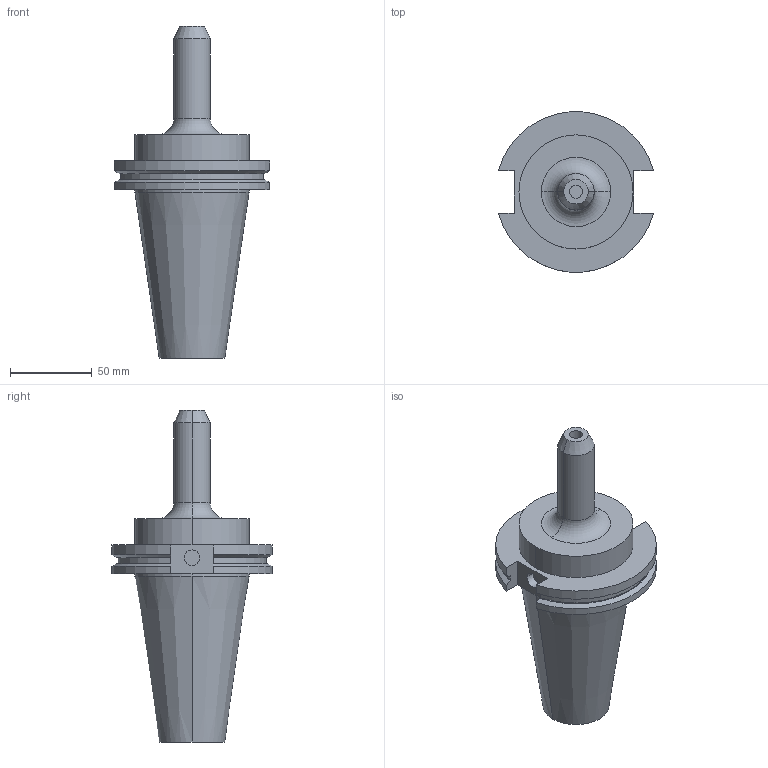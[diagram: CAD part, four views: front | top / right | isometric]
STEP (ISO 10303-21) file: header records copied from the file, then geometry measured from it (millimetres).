
FILE_DESCRIPTION (( 'STEP AP203' ), '1' );
FILE_NAME ('STP-44.653.55.400.STEP', '2021-05-24T03:44:51', ( '' ), ( '' ), 'SwSTEP 2.0', 'SolidWorks 2017', '' );
FILE_SCHEMA (( 'CONFIG_CONTROL_DESIGN' ));
Length unit declared in the file: millimetre
Products named in the file (1): STP-44.653.55.400
Bounding box: 94.95 x 98.05 x 203.2 mm (x, y, z)
Volume: 423977.1 mm3; surface area: 50674 mm2
Topology: 1 solids, 1 shells, 56 faces, 130 edges, 81 vertices
Faces by surface type: cylinder 22, plane 18, cone 14, torus 2
Entity records: 1671 total; most frequent: DIRECTION 292, CARTESIAN_POINT 290, ORIENTED_EDGE 256, EDGE_CURVE 128, AXIS2_PLACEMENT_3D 115, VERTEX_POINT 81, EDGE_LOOP 63, LINE 62
